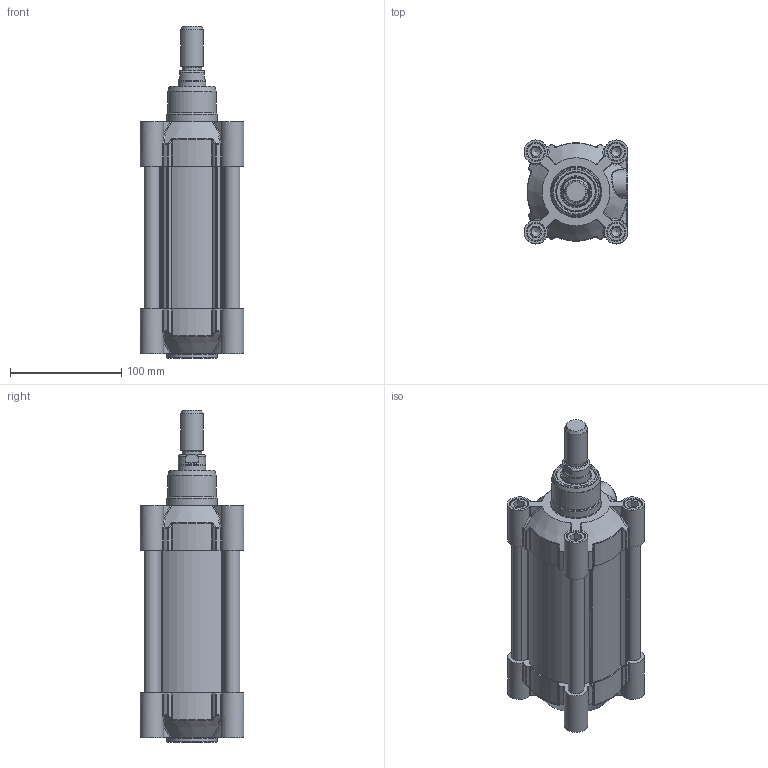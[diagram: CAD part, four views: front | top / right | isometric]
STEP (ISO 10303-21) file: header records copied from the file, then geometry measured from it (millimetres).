
FILE_DESCRIPTION((''),'2;1');
FILE_NAME('HDM080.080.GS.M.stp','2013-12-20T16:43:44',('carlo.corazza'),(''),'Autodesk Inventor 2012','Autodesk Inventor 2012','');
FILE_SCHEMA(('AUTOMOTIVE_DESIGN { 1 0 10303 214 1 1 1 1 }'));
Length unit declared in the file: millimetre
Products named in the file (5): HDM080..GS.M; CORPO-080; STELO-080; TA; TP
Assembly tree (4 placements, depth 2):
  HDM080..GS.M
    CORPO-080
    STELO-080
    TA
    TP
Bounding box: 93 x 93 x 298 mm (x, y, z)
Volume: 683696 mm3; surface area: 273590.3 mm2
Topology: 4 solids, 29 shells, 1292 faces, 2921 edges, 1765 vertices
Faces by surface type: plane 370, bspline 312, cylinder 239, torus 127, cone 124, sphere 114, revolution 6
Full cylindrical faces by diameter (mm): 4.5 x2, 5.9 x2, 6.5 x2, 7.25 x2, 8.376 x8, 8.7 x4, 9.4 x4, 10 x8, 10.3 x8, 11.8 x4, 11.9 x2, 12 x4, 13 x2, 14.95 x2, 16 x9, 16.3 x8, 17.5 x1, 20 x1, 24.5 x1, 25 x1, 25.8 x1, 25.962 x1, 30 x1, 31.5 x2, 35 x3, 43.5 x1, 45 x2, 80 x1
Entity records: 41211 total; most frequent: CARTESIAN_POINT 13623, ORIENTED_EDGE 5284, DIRECTION 4988, EDGE_CURVE 2642, AXIS2_PLACEMENT_3D 2047, VERTEX_POINT 1716, EDGE_LOOP 1636, STYLED_ITEM 1296
